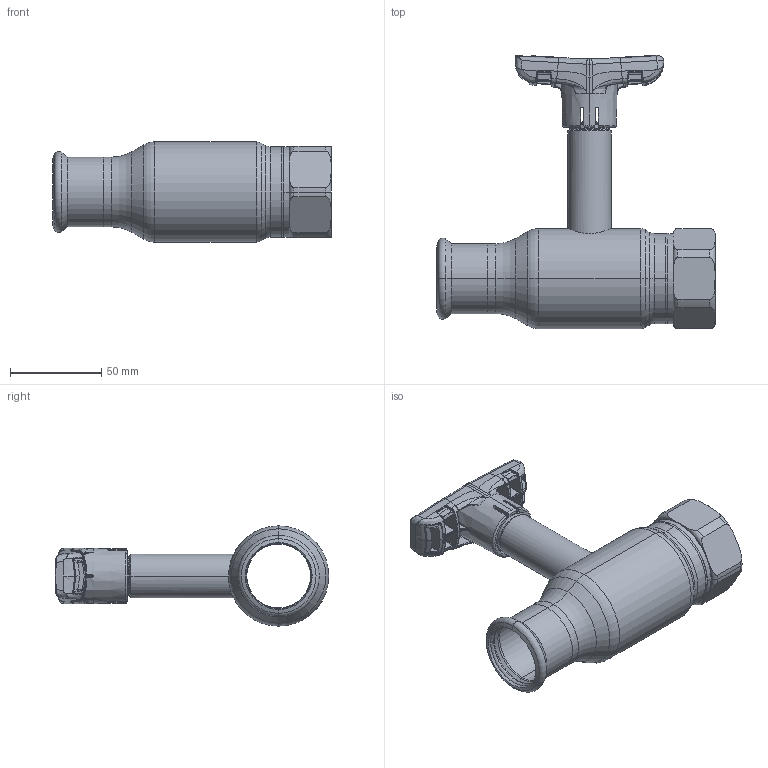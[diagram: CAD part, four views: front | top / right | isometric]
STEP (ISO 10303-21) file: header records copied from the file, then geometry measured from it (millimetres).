
FILE_DESCRIPTION (( 'STEP AP214' ), '1' );
FILE_NAME ('2032001001-0400.step', '2023-12-12T08:46:26', ( '' ), ( '' ), 'SwSTEP 2.0', 'SolidWorks 2021', '' );
FILE_SCHEMA (( 'AUTOMOTIVE_DESIGN' ));
Length unit declared in the file: millimetre
Products named in the file (1): 2032001001-0400
Bounding box: 152.8 x 150.08 x 55 mm (x, y, z)
Surface area: 51283.4 mm2 (no closed solid volume)
Topology: 0 solids, 9 shells, 606 faces, 1967 edges, 1292 vertices
Faces by surface type: bspline 454, plane 51, cylinder 43, torus 30, cone 28
Entity records: 56310 total; most frequent: CARTESIAN_POINT 37006, ORIENTED_EDGE 3263, EDGE_CURVE 1955, B_SPLINE_CURVE_WITH_KNOTS 1380, VERTEX_POINT 1289, DIRECTION 1285, EDGE_LOOP 615, UNCERTAINTY_MEASURE_WITH_UNIT 605
